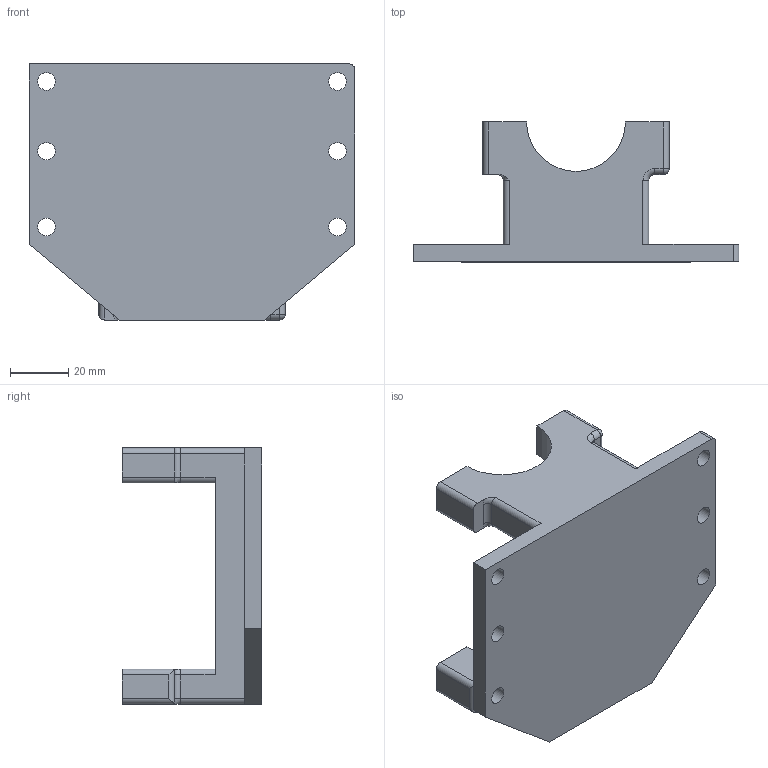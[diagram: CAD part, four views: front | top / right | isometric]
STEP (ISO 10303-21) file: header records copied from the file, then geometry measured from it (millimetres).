
FILE_DESCRIPTION(/* description */ (''),/* implementation_level */ '2;1');
FILE_NAME(/* name */ 'Soporte.stp',/* time_stamp */ '2018-11-29T17:53:30-03:00',/* author */ ('Landa'),/* organization */ (''),/* preprocessor_version */ 'ST-DEVELOPER v17',/* originating_system */ 'Autodesk Inventor 2019',/* authorisation */ '');
FILE_SCHEMA (('AUTOMOTIVE_DESIGN { 1 0 10303 214 3 1 1 }'));
Length unit declared in the file: millimetre
Products named in the file (1): Soporte
Bounding box: 112 x 48 x 88 mm (x, y, z)
Volume: 130571 mm3; surface area: 31319.4 mm2
Topology: 1 solids, 1 shells, 74 faces, 190 edges, 118 vertices
Faces by surface type: cylinder 36, plane 26, torus 8, sphere 4
Full cylindrical faces by diameter (mm): 6 x6
Entity records: 2335 total; most frequent: CARTESIAN_POINT 419, DIRECTION 414, ORIENTED_EDGE 380, EDGE_CURVE 190, AXIS2_PLACEMENT_3D 153, VERTEX_POINT 118, LINE 108, VECTOR 108
